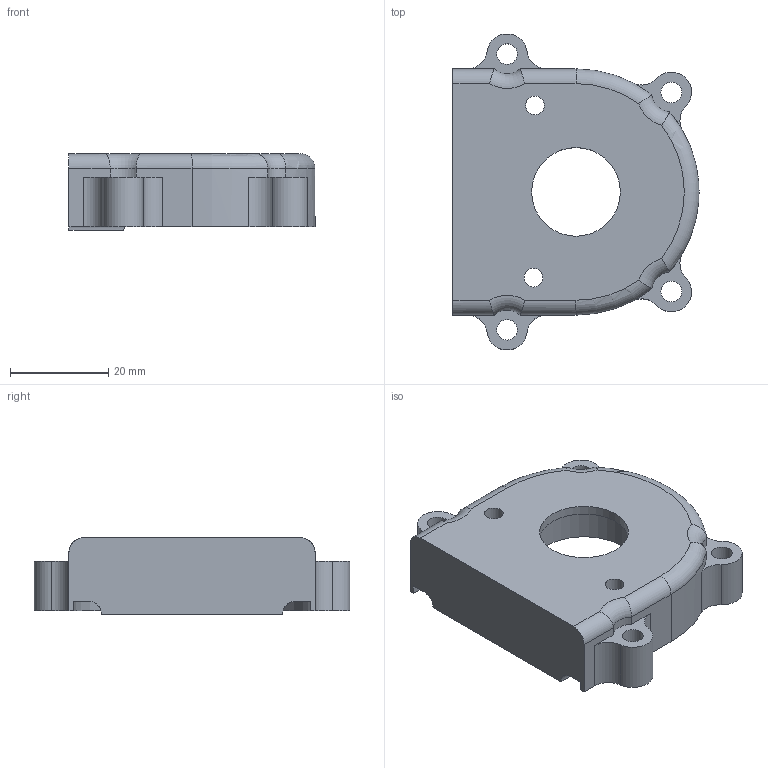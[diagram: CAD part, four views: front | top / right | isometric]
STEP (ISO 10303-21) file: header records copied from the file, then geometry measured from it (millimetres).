
FILE_DESCRIPTION(/* description */ (''),/* implementation_level */ '2;1');
FILE_NAME(/* name */ 'front body.stp',/* time_stamp */ '2022-02-01T20:22:48+01:00',/* author */ ('Michał Janus'),/* organization */ (''),/* preprocessor_version */ 'ST-DEVELOPER v18.1',/* originating_system */ 'Autodesk Inventor 2022',/* authorisation */ '');
FILE_SCHEMA (('AUTOMOTIVE_DESIGN { 1 0 10303 214 3 1 1 }'));
Length unit declared in the file: millimetre
Products named in the file (1): korpus pompy
Bounding box: 50 x 64.17 x 15.55 mm (x, y, z)
Volume: 21692.9 mm3; surface area: 9340.5 mm2
Topology: 1 solids, 1 shells, 62 faces, 165 edges, 106 vertices
Faces by surface type: cylinder 36, plane 19, torus 7
Full cylindrical faces by diameter (mm): 3.8 x2, 4.2 x4, 18 x1, 22 x1
Entity records: 2129 total; most frequent: CARTESIAN_POINT 464, DIRECTION 358, ORIENTED_EDGE 330, EDGE_CURVE 165, AXIS2_PLACEMENT_3D 140, VERTEX_POINT 106, LINE 78, VECTOR 78
